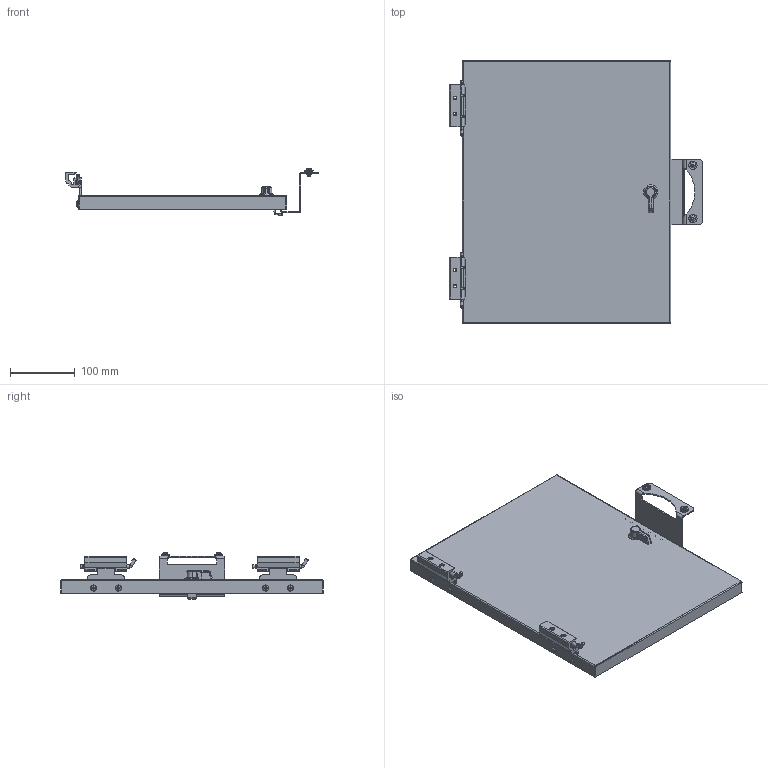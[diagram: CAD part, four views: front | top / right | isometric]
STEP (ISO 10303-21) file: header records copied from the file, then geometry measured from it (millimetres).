
FILE_DESCRIPTION (( 'STEP AP214' ), '1' );
FILE_NAME ('SCE-DF20EL16LP.STEP', '2022-07-25T17:44:58', ( '' ), ( '' ), 'SwSTEP 2.0', 'SolidWorks 2022', '' );
FILE_SCHEMA (( 'AUTOMOTIVE_DESIGN' ));
Length unit declared in the file: inch
Products named in the file (1): SCE-DF20EL16LP
Bounding box: 392.34 x 406.4 x 72.93 mm (x, y, z)
Volume: 314098.5 mm3; surface area: 387237.5 mm2
Topology: 31 solids, 31 shells, 1085 faces, 2733 edges, 1654 vertices
Faces by surface type: plane 535, cylinder 321, bspline 100, cone 83, torus 30, sphere 16
Entity records: 35959 total; most frequent: CARTESIAN_POINT 10391, ORIENTED_EDGE 5284, DIRECTION 5041, EDGE_CURVE 2642, AXIS2_PLACEMENT_3D 1770, VERTEX_POINT 1654, VECTOR 1501, LINE 1501
